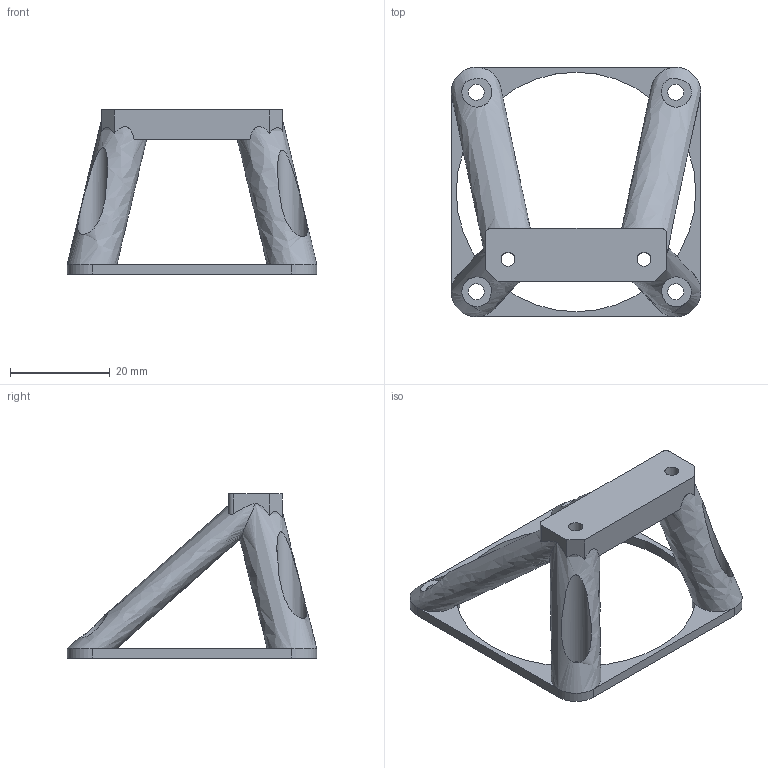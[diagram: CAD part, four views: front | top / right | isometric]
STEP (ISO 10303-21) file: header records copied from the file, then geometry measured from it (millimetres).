
FILE_DESCRIPTION(/* description */ (''),/* implementation_level */ '2;1');
FILE_NAME(/* name */ 'Karas5015_DockerMount.step',/* time_stamp */ '2023-01-25T17:37:01+03:00',/* author */ (''),/* organization */ (''),/* preprocessor_version */ 'ST-DEVELOPER v19.2',/* originating_system */ 'Autodesk Translation Framework v11.17.0.187',/* authorisation */ '');
FILE_SCHEMA (('AUTOMOTIVE_DESIGN { 1 0 10303 214 3 1 1 }'));
Length unit declared in the file: millimetre
Products named in the file (1): Karas5015_DockerMount
Bounding box: 50 x 50 x 32.95 mm (x, y, z)
Volume: 10420.4 mm3; surface area: 7137.2 mm2
Topology: 1 solids, 1 shells, 51 faces, 140 edges, 87 vertices
Faces by surface type: cylinder 26, plane 21, bspline 4
Full cylindrical faces by diameter (mm): 2.8 x4, 3.2 x4, 6 x2
Entity records: 2407 total; most frequent: CARTESIAN_POINT 1101, ORIENTED_EDGE 280, DIRECTION 239, EDGE_CURVE 140, AXIS2_PLACEMENT_3D 92, VERTEX_POINT 87, EDGE_LOOP 67, LINE 55
